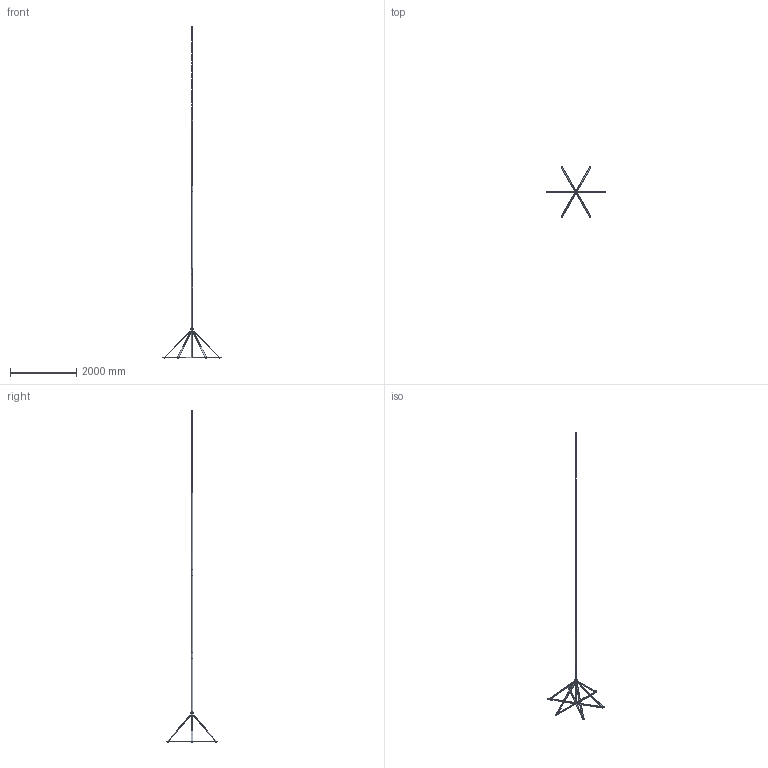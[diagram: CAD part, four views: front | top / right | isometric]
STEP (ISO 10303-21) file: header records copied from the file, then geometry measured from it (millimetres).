
FILE_DESCRIPTION(/* description */ (''),/* implementation_level */ '2;1');
FILE_NAME(/* name */ '5400810',/* time_stamp */ '2015-12-11T13:20:42+01:00',/* author */ (''),/* organization */ (''),/* preprocessor_version */ 'ST-DEVELOPER v15',/* originating_system */ '',/* authorisation */ '');
FILE_SCHEMA (('CONFIG_CONTROL_DESIGN'));
Length unit declared in the file: millimetre
Products named in the file (2): Document; Block 02
Assembly tree (1 placements, depth 2):
  Document
    Block 02
Bounding box: 1769.99 x 1537.48 x 10005.75 mm (x, y, z)
Volume: 12941613.9 mm3; surface area: 3327471.4 mm2
Topology: 18 solids, 18 shells, 552 faces, 1509 edges, 992 vertices
Faces by surface type: plane 402, bspline 150
Entity records: 18230 total; most frequent: CARTESIAN_POINT 8369, ORIENTED_EDGE 3008, EDGE_CURVE 1504, B_SPLINE_CURVE_WITH_KNOTS 1193, VERTEX_POINT 992, EDGE_LOOP 594, ADVANCED_FACE 552, FACE_OUTER_BOUND 552
